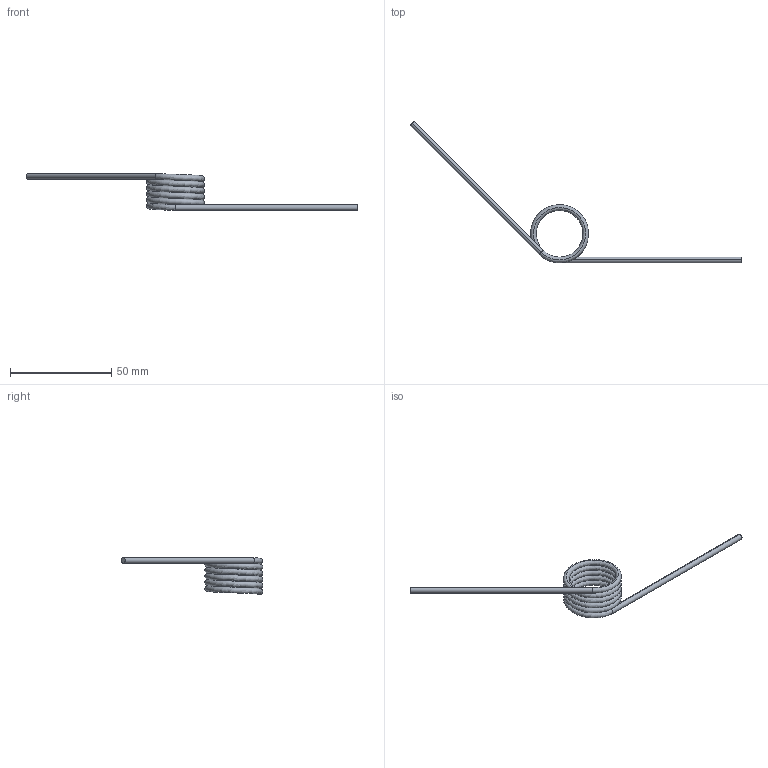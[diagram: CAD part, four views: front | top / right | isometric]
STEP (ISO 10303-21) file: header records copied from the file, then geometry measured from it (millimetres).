
FILE_DESCRIPTION((''),'2;1');
FILE_NAME('10129240___SCHENKELFEDER_1_4310','2022-04-28T12:31:30',('43664'),(''),'CREO PARAMETRIC BY PTC INC, 2020342','CREO PARAMETRIC BY PTC INC, 2020342','');
FILE_SCHEMA(('CONFIG_CONTROL_DESIGN'));
Length unit declared in the file: millimetre
Products named in the file (1): 10129240___SCHENKELFEDER_1_4310
Bounding box: 163.75 x 69.81 x 18.18 mm (x, y, z)
Volume: 3677.8 mm3; surface area: 5267.6 mm2
Topology: 1 solids, 1 shells, 8 faces, 18 edges, 12 vertices
Faces by surface type: cylinder 4, bspline 2, plane 2
Entity records: 8562 total; most frequent: CARTESIAN_POINT 8350, ORIENTED_EDGE 36, DIRECTION 32, EDGE_CURVE 18, AXIS2_PLACEMENT_3D 14, VERTEX_POINT 12, EDGE_LOOP 8, FACE_OUTER_BOUND 8
